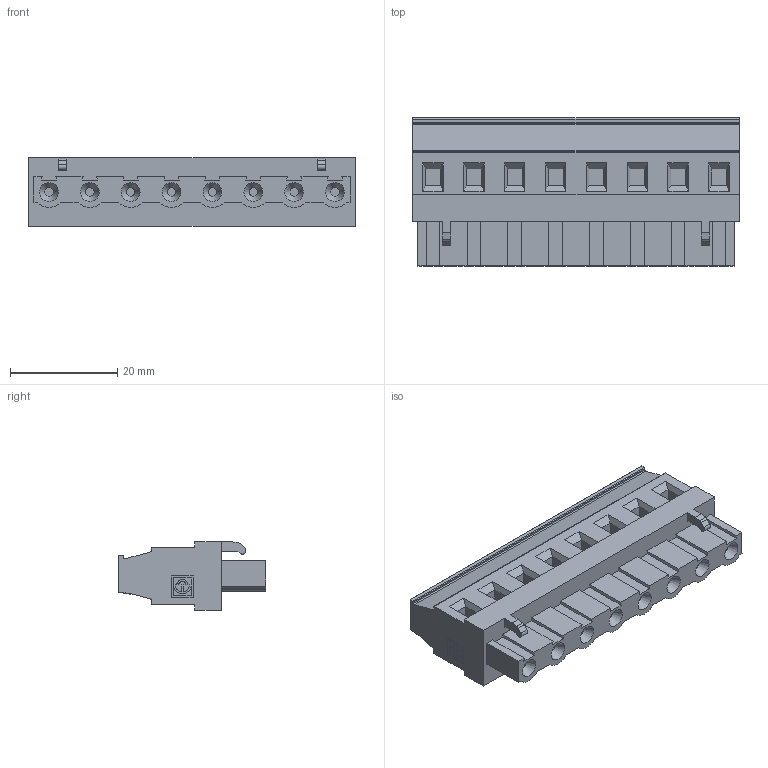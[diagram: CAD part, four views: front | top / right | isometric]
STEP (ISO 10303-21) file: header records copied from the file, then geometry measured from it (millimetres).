
FILE_DESCRIPTION(('STEP AP214'),'1');
FILE_NAME('SV08-7,62-F.stp','2020-05-14T12:19:33',(' '),(' '),'Spatial InterOp 3D',' ',' ');
FILE_SCHEMA(('automotive_design'));
Length unit declared in the file: metre
Products named in the file (1): 1
Bounding box: 60.96 x 27.6 x 12.7 mm (x, y, z)
Volume: 13482.7 mm3; surface area: 6767.1 mm2
Topology: 1 solids, 1 shells, 294 faces, 725 edges, 478 vertices
Faces by surface type: plane 215, cylinder 70, cone 8, extrusion 1
Full cylindrical faces by diameter (mm): 1.6 x8, 3.97 x8
Entity records: 10817 total; most frequent: CARTESIAN_POINT 1476, DIRECTION 1428, ORIENTED_EDGE 1386, EDGE_CURVE 693, VECTOR 544, LINE 543, VERTEX_POINT 470, AXIS2_PLACEMENT_3D 442
